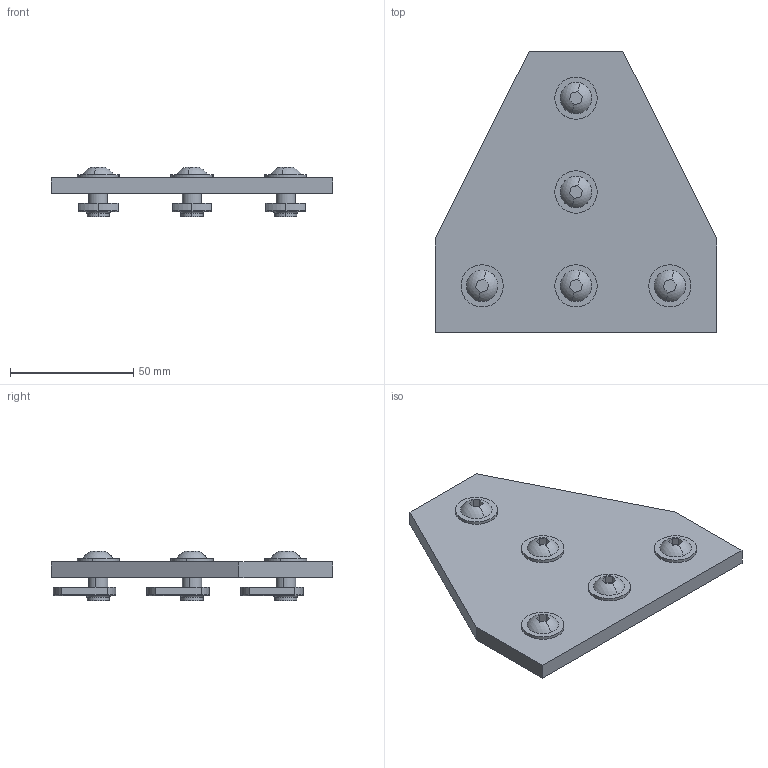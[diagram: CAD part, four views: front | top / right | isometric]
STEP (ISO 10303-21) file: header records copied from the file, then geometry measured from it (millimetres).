
FILE_DESCRIPTION (( 'STEP AP203' ), '1' );
FILE_NAME ('653173.SLDASM.step', '2003-10-13T11:28:17', ( 'Jerry Winters' ), ( 'GoEngineer' ), 'SwSTEP 2.0', 'SolidWorks 2003174', '' );
FILE_SCHEMA (( 'CONFIG_CONTROL_DESIGN' ));
Length unit declared in the file: inch
Products named in the file (5): 653173.SLDASM; Joining Plate (Tee)_653173; 651129; FBHSCS_651134; 651097
Assembly tree (8 placements, depth 3):
  653173.SLDASM
    651129  x5
      FBHSCS_651134
      651097
    Joining Plate (Tee)_653173
Bounding box: 114.3 x 114.3 x 20.27 mm (x, y, z)
Volume: 75175.7 mm3; surface area: 33710.9 mm2
Topology: 11 solids, 11 shells, 193 faces, 423 edges, 267 vertices
Faces by surface type: plane 83, cylinder 75, torus 25, sphere 10
Entity records: 2226 total; most frequent: DIRECTION 309, CARTESIAN_POINT 287, ORIENTED_EDGE 246, AXIS2_PLACEMENT_3D 125, EDGE_CURVE 123, VERTEX_POINT 79, EDGE_LOOP 68, CIRCLE 60
